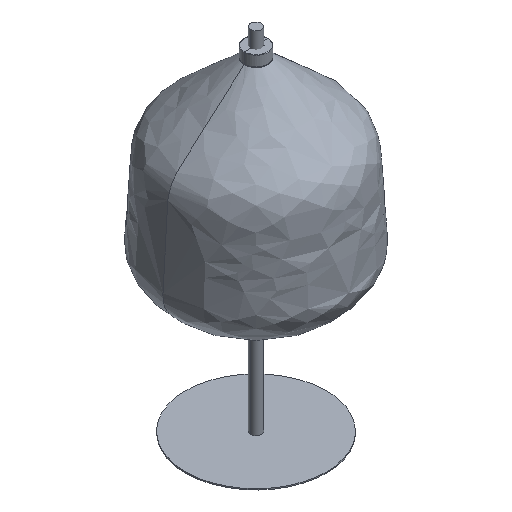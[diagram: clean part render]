
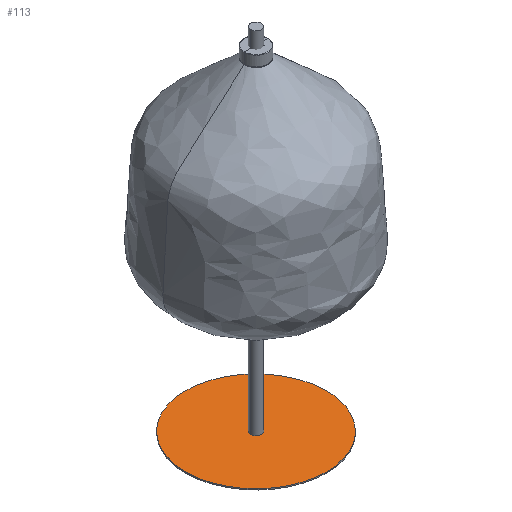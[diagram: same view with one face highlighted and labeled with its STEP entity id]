
A CAD part, isometric view. The second image highlights one B-rep face of the part: STEP entity #113.
In plain terms, the highlighted planar face has unit normal (0, 0, 1).
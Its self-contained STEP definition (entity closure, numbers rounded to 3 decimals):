
#113=ADVANCED_FACE('',(#154),#538,.T.);
#154=FACE_OUTER_BOUND('',#195,.T.);
#195=EDGE_LOOP('',(#341,#342));
#341=ORIENTED_EDGE('',*,*,#423,.T.);
#342=ORIENTED_EDGE('',*,*,#426,.T.);
#423=EDGE_CURVE('',#531,#533,#483,.T.);
#426=EDGE_CURVE('',#533,#531,#486,.T.);
#483=(
BOUNDED_CURVE()
B_SPLINE_CURVE(2,(#1821,#1822,#1823,#1824,#1825),.UNSPECIFIED.,.F.,.F.)
B_SPLINE_CURVE_WITH_KNOTS((3,2,3),(0.,102.102,204.204),
 .UNSPECIFIED.)
CURVE()
GEOMETRIC_REPRESENTATION_ITEM()
RATIONAL_B_SPLINE_CURVE((1.,0.707,1.,0.707,1.))
REPRESENTATION_ITEM('')
);
#486=(
BOUNDED_CURVE()
B_SPLINE_CURVE(2,(#1833,#1834,#1835,#1836,#1837),.UNSPECIFIED.,.F.,.F.)
B_SPLINE_CURVE_WITH_KNOTS((3,2,3),(204.204,306.305,408.407),
 .UNSPECIFIED.)
CURVE()
GEOMETRIC_REPRESENTATION_ITEM()
RATIONAL_B_SPLINE_CURVE((1.,0.707,1.,0.707,1.))
REPRESENTATION_ITEM('')
);
#531=VERTEX_POINT('',#1811);
#533=VERTEX_POINT('',#1813);
#538=PLANE('',#658);
#658=AXIS2_PLACEMENT_3D('',#1808,#682,$);
#682=DIRECTION('',(0.,0.,1.));
#1808=CARTESIAN_POINT('',(205.796,-81.25,1.));
#1811=CARTESIAN_POINT('',(352.046,0.,1.));
#1813=CARTESIAN_POINT('',(222.046,0.,1.));
#1821=CARTESIAN_POINT('',(352.046,0.,1.));
#1822=CARTESIAN_POINT('',(352.046,65.,1.));
#1823=CARTESIAN_POINT('',(287.046,65.,1.));
#1824=CARTESIAN_POINT('',(222.046,65.,1.));
#1825=CARTESIAN_POINT('',(222.046,0.,1.));
#1833=CARTESIAN_POINT('',(222.046,0.,1.));
#1834=CARTESIAN_POINT('',(222.046,-65.,1.));
#1835=CARTESIAN_POINT('',(287.046,-65.,1.));
#1836=CARTESIAN_POINT('',(352.046,-65.,1.));
#1837=CARTESIAN_POINT('',(352.046,0.,1.));
